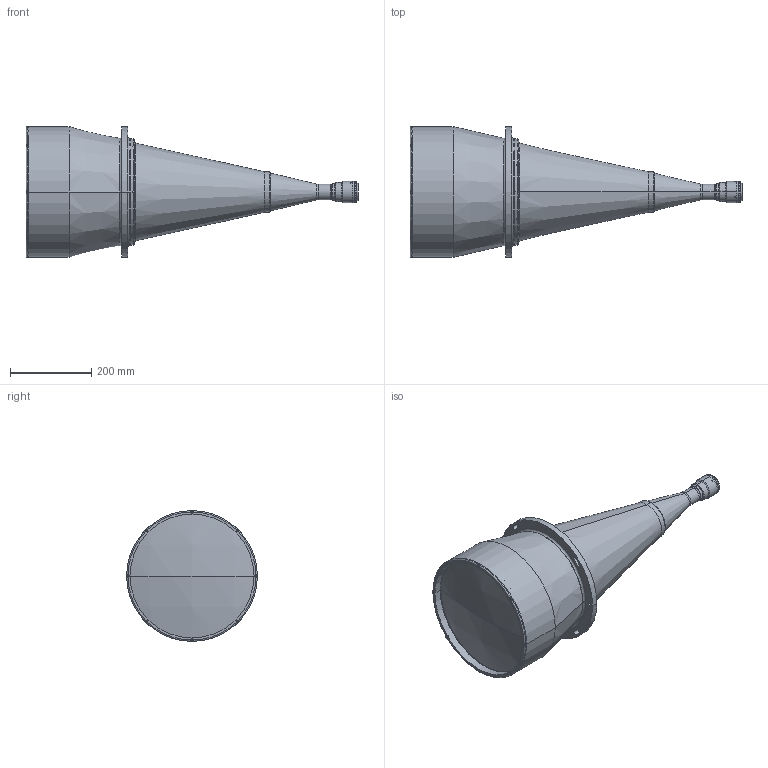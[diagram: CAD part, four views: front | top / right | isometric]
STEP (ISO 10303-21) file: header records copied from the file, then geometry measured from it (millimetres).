
FILE_DESCRIPTION (( 'STEP AP214' ), '1' );
FILE_NAME ('TC2M240HR-E.STEP', '2015-02-17T10:38:01', ( '' ), ( '' ), 'SwSTEP 2.0', 'SolidWorks 2013', '' );
FILE_SCHEMA (( 'AUTOMOTIVE_DESIGN' ));
Length unit declared in the file: millimetre
Products named in the file (1): TC2M240HR-E
Bounding box: 818.21 x 322 x 322 mm (x, y, z)
Surface area: 725670.6 mm2 (no closed solid volume)
Topology: 0 solids, 34 shells, 263 faces, 885 edges, 642 vertices
Faces by surface type: cylinder 113, plane 87, torus 39, cone 16, bspline 6, sphere 2
Entity records: 14054 total; most frequent: CARTESIAN_POINT 3237, DIRECTION 1781, ORIENTED_EDGE 1402, EDGE_CURVE 885, AXIS2_PLACEMENT_3D 716, VERTEX_POINT 642, CIRCLE 458, LINE 349
